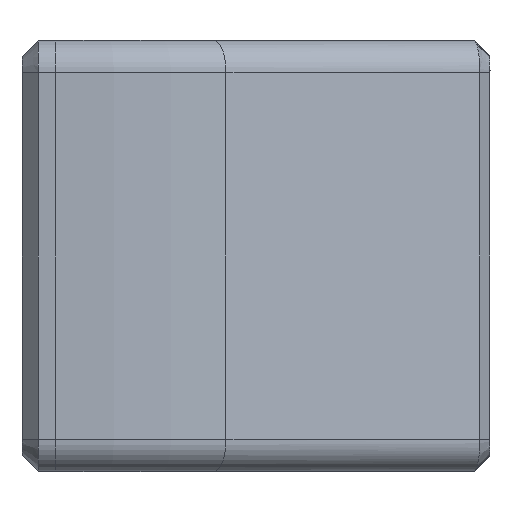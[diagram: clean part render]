
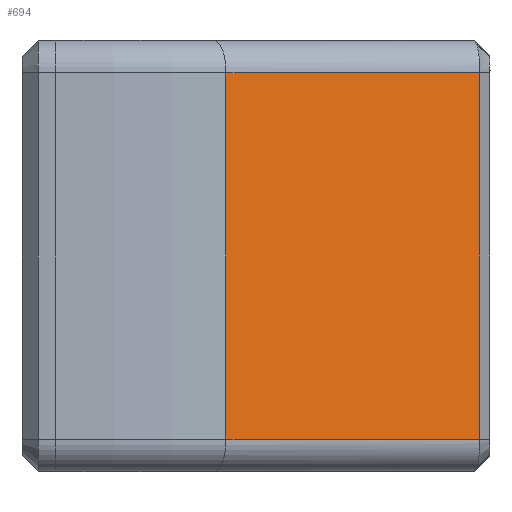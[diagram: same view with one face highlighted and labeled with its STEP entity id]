
A CAD part, left-side view. The second image highlights one B-rep face of the part: STEP entity #694.
In plain terms, the highlighted planar face has unit normal (-0.925, -0.381, 0).
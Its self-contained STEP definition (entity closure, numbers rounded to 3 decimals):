
#96=FACE_OUTER_BOUND('',#144,.T.);
#144=EDGE_LOOP('',(#537,#538,#539,#540));
#208=LINE('',#1207,#266);
#210=LINE('',#1211,#268);
#211=LINE('',#1213,#269);
#212=LINE('',#1214,#270);
#266=VECTOR('',#902,9.);
#268=VECTOR('',#906,6.748);
#269=VECTOR('',#907,9.);
#270=VECTOR('',#908,6.748);
#335=VERTEX_POINT('',#1189);
#336=VERTEX_POINT('',#1206);
#337=VERTEX_POINT('',#1210);
#338=VERTEX_POINT('',#1212);
#407=EDGE_CURVE('',#335,#336,#208,.T.);
#409=EDGE_CURVE('',#337,#335,#210,.T.);
#410=EDGE_CURVE('',#338,#337,#211,.T.);
#411=EDGE_CURVE('',#336,#338,#212,.T.);
#537=ORIENTED_EDGE('',*,*,#407,.F.);
#538=ORIENTED_EDGE('',*,*,#409,.F.);
#539=ORIENTED_EDGE('',*,*,#410,.F.);
#540=ORIENTED_EDGE('',*,*,#411,.F.);
#671=PLANE('',#769);
#694=ADVANCED_FACE('',(#96),#671,.T.);
#769=AXIS2_PLACEMENT_3D('',#1209,#904,#905);
#902=DIRECTION('',(0.,0.,-1.));
#904=DIRECTION('center_axis',(-0.925,-0.381,0.));
#905=DIRECTION('ref_axis',(-0.381,0.925,0.));
#906=DIRECTION('',(0.381,-0.925,0.));
#907=DIRECTION('',(0.,0.,1.));
#908=DIRECTION('',(-0.381,0.925,0.));
#1189=CARTESIAN_POINT('',(-12.602,0.248,4.5));
#1206=CARTESIAN_POINT('',(-12.602,0.248,-4.5));
#1207=CARTESIAN_POINT('',(-12.602,0.248,4.5));
#1209=CARTESIAN_POINT('Origin',(-14.25,4.25,0.));
#1210=CARTESIAN_POINT('',(-15.171,6.488,4.5));
#1211=CARTESIAN_POINT('',(-15.171,6.488,4.5));
#1212=CARTESIAN_POINT('',(-15.171,6.488,-4.5));
#1213=CARTESIAN_POINT('',(-15.171,6.488,-4.5));
#1214=CARTESIAN_POINT('',(-12.602,0.248,-4.5));
